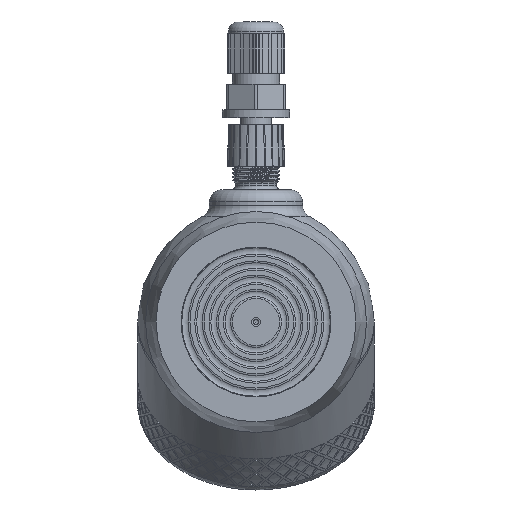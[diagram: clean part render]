
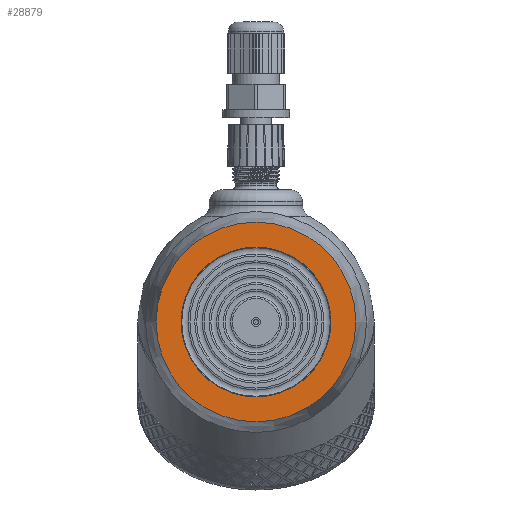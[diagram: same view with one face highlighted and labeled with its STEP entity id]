
A CAD part, left-side view. The second image highlights one B-rep face of the part: STEP entity #28879.
In plain terms, the highlighted planar face has unit normal (-1, 0, 0).
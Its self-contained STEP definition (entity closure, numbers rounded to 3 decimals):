
#1119=FACE_BOUND('',#3820,.T.);
#1486=PLANE('',#30962);
#1969=FACE_OUTER_BOUND('',#3819,.T.);
#3819=EDGE_LOOP('',(#19707));
#3820=EDGE_LOOP('',(#19708));
#5951=CIRCLE('',#30954,19.);
#5956=CIRCLE('',#30963,25.321);
#11722=VERTEX_POINT('',#41678);
#11725=VERTEX_POINT('',#41691);
#14842=EDGE_CURVE('',#11722,#11722,#5951,.T.);
#14848=EDGE_CURVE('',#11725,#11725,#5956,.T.);
#19707=ORIENTED_EDGE('',*,*,#14848,.F.);
#19708=ORIENTED_EDGE('',*,*,#14842,.T.);
#28879=ADVANCED_FACE('',(#1969,#1119),#1486,.T.);
#30954=AXIS2_PLACEMENT_3D('',#41679,#32816,#32817);
#30962=AXIS2_PLACEMENT_3D('',#41690,#32833,#32834);
#30963=AXIS2_PLACEMENT_3D('',#41692,#32835,#32836);
#32816=DIRECTION('center_axis',(1.,0.,0.));
#32817=DIRECTION('ref_axis',(0.,1.,0.));
#32833=DIRECTION('center_axis',(-1.,0.,0.));
#32834=DIRECTION('ref_axis',(0.,0.,1.));
#32835=DIRECTION('center_axis',(1.,0.,0.));
#32836=DIRECTION('ref_axis',(0.,0.,-1.));
#41678=CARTESIAN_POINT('',(-37.,-19.,0.));
#41679=CARTESIAN_POINT('Origin',(-37.,0.,0.));
#41690=CARTESIAN_POINT('Origin',(-37.,25.321,0.));
#41691=CARTESIAN_POINT('',(-37.,-25.321,0.));
#41692=CARTESIAN_POINT('Origin',(-37.,0.,0.));
